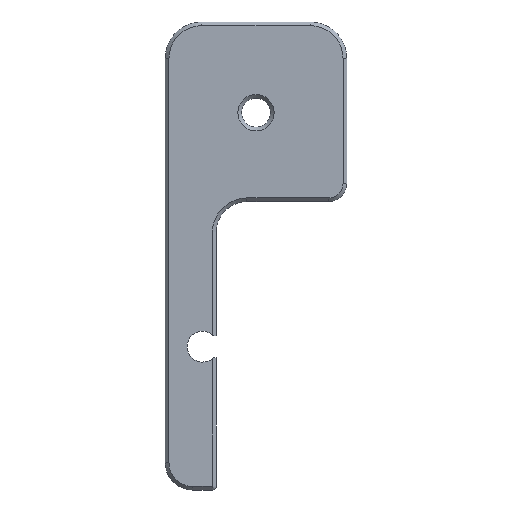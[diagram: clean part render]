
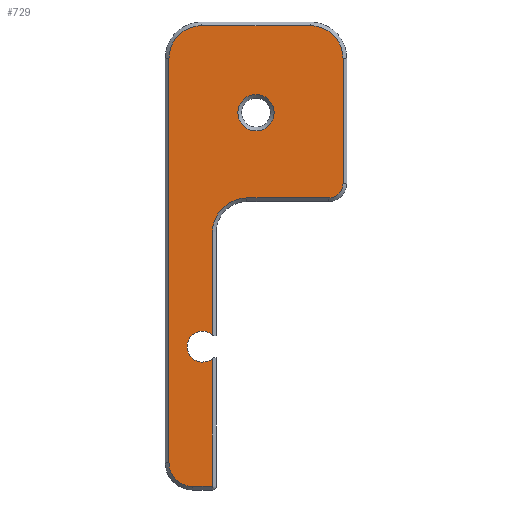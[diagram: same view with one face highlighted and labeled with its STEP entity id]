
A CAD part, left-side view. The second image highlights one B-rep face of the part: STEP entity #729.
In plain terms, the highlighted planar face has unit normal (-1, 0, 0).
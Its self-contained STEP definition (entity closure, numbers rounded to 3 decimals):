
#20=FACE_BOUND('',#107,.T.);
#22=PLANE('',#800);
#58=FACE_OUTER_BOUND('',#106,.T.);
#106=EDGE_LOOP('',(#523,#524,#525,#526,#527,#528,#529,#530,#531,#532,#533,
#534,#535));
#107=EDGE_LOOP('',(#536));
#160=LINE('',#1145,#235);
#161=LINE('',#1149,#236);
#162=LINE('',#1153,#237);
#163=LINE('',#1157,#238);
#164=LINE('',#1161,#239);
#165=LINE('',#1165,#240);
#166=LINE('',#1168,#241);
#235=VECTOR('',#907,10.);
#236=VECTOR('',#910,10.);
#237=VECTOR('',#913,10.);
#238=VECTOR('',#916,10.);
#239=VECTOR('',#919,10.);
#240=VECTOR('',#922,10.);
#241=VECTOR('',#925,10.);
#309=CIRCLE('',#799,2.);
#310=CIRCLE('',#801,1.7);
#311=CIRCLE('',#802,3.8);
#312=CIRCLE('',#803,1.6);
#313=CIRCLE('',#804,3.6);
#314=CIRCLE('',#805,3.6);
#315=CIRCLE('',#806,2.6);
#344=VERTEX_POINT('',#1139);
#345=VERTEX_POINT('',#1143);
#346=VERTEX_POINT('',#1144);
#347=VERTEX_POINT('',#1146);
#348=VERTEX_POINT('',#1148);
#349=VERTEX_POINT('',#1150);
#350=VERTEX_POINT('',#1152);
#351=VERTEX_POINT('',#1154);
#352=VERTEX_POINT('',#1156);
#353=VERTEX_POINT('',#1158);
#354=VERTEX_POINT('',#1160);
#355=VERTEX_POINT('',#1162);
#356=VERTEX_POINT('',#1164);
#357=VERTEX_POINT('',#1166);
#409=EDGE_CURVE('',#344,#344,#309,.T.);
#410=EDGE_CURVE('',#345,#346,#160,.T.);
#411=EDGE_CURVE('',#345,#347,#310,.T.);
#412=EDGE_CURVE('',#348,#347,#161,.T.);
#413=EDGE_CURVE('',#349,#348,#311,.T.);
#414=EDGE_CURVE('',#350,#349,#162,.T.);
#415=EDGE_CURVE('',#351,#350,#312,.T.);
#416=EDGE_CURVE('',#352,#351,#163,.T.);
#417=EDGE_CURVE('',#353,#352,#313,.T.);
#418=EDGE_CURVE('',#354,#353,#164,.T.);
#419=EDGE_CURVE('',#355,#354,#314,.T.);
#420=EDGE_CURVE('',#356,#355,#165,.T.);
#421=EDGE_CURVE('',#357,#356,#315,.T.);
#422=EDGE_CURVE('',#346,#357,#166,.T.);
#523=ORIENTED_EDGE('',*,*,#410,.F.);
#524=ORIENTED_EDGE('',*,*,#411,.T.);
#525=ORIENTED_EDGE('',*,*,#412,.F.);
#526=ORIENTED_EDGE('',*,*,#413,.F.);
#527=ORIENTED_EDGE('',*,*,#414,.F.);
#528=ORIENTED_EDGE('',*,*,#415,.F.);
#529=ORIENTED_EDGE('',*,*,#416,.F.);
#530=ORIENTED_EDGE('',*,*,#417,.F.);
#531=ORIENTED_EDGE('',*,*,#418,.F.);
#532=ORIENTED_EDGE('',*,*,#419,.F.);
#533=ORIENTED_EDGE('',*,*,#420,.F.);
#534=ORIENTED_EDGE('',*,*,#421,.F.);
#535=ORIENTED_EDGE('',*,*,#422,.F.);
#536=ORIENTED_EDGE('',*,*,#409,.F.);
#729=ADVANCED_FACE('',(#58,#20),#22,.T.);
#799=AXIS2_PLACEMENT_3D('',#1141,#903,#904);
#800=AXIS2_PLACEMENT_3D('',#1142,#905,#906);
#801=AXIS2_PLACEMENT_3D('',#1147,#908,#909);
#802=AXIS2_PLACEMENT_3D('',#1151,#911,#912);
#803=AXIS2_PLACEMENT_3D('',#1155,#914,#915);
#804=AXIS2_PLACEMENT_3D('',#1159,#917,#918);
#805=AXIS2_PLACEMENT_3D('',#1163,#920,#921);
#806=AXIS2_PLACEMENT_3D('',#1167,#923,#924);
#903=DIRECTION('center_axis',(-1.,0.,0.));
#904=DIRECTION('ref_axis',(0.,-1.,0.));
#905=DIRECTION('center_axis',(-1.,0.,0.));
#906=DIRECTION('ref_axis',(0.,-1.,0.));
#907=DIRECTION('',(0.,0.,-1.));
#908=DIRECTION('center_axis',(1.,0.,0.));
#909=DIRECTION('ref_axis',(0.,-1.,0.));
#910=DIRECTION('',(0.,0.,-1.));
#911=DIRECTION('center_axis',(-1.,0.,0.));
#912=DIRECTION('ref_axis',(0.,0.,1.));
#913=DIRECTION('',(0.,1.,0.));
#914=DIRECTION('center_axis',(1.,0.,0.));
#915=DIRECTION('ref_axis',(0.,-0.707,-0.707));
#916=DIRECTION('',(0.,0.,-1.));
#917=DIRECTION('center_axis',(1.,0.,0.));
#918=DIRECTION('ref_axis',(0.,-0.707,0.707));
#919=DIRECTION('',(0.,-1.,0.));
#920=DIRECTION('center_axis',(1.,0.,0.));
#921=DIRECTION('ref_axis',(0.,0.707,0.707));
#922=DIRECTION('',(0.,0.,1.));
#923=DIRECTION('center_axis',(1.,0.,0.));
#924=DIRECTION('ref_axis',(0.,0.707,-0.707));
#925=DIRECTION('',(0.,1.,0.));
#1139=CARTESIAN_POINT('',(102.035,125.2,112.279));
#1141=CARTESIAN_POINT('Origin',(102.035,123.2,112.279));
#1142=CARTESIAN_POINT('Origin',(102.035,60.,94.479));
#1143=CARTESIAN_POINT('',(102.035,128.,85.182));
#1144=CARTESIAN_POINT('',(102.035,128.,71.079));
#1145=CARTESIAN_POINT('',(102.035,128.,84.179));
#1146=CARTESIAN_POINT('',(102.035,128.,87.775));
#1147=CARTESIAN_POINT('Origin',(102.035,129.1,86.479));
#1148=CARTESIAN_POINT('',(102.035,128.,99.079));
#1149=CARTESIAN_POINT('',(102.035,128.,90.879));
#1150=CARTESIAN_POINT('',(102.035,124.2,102.879));
#1151=CARTESIAN_POINT('Origin',(102.035,124.2,99.079));
#1152=CARTESIAN_POINT('',(102.035,115.2,102.879));
#1153=CARTESIAN_POINT('',(102.035,92.1,102.879));
#1154=CARTESIAN_POINT('',(102.035,113.6,104.479));
#1155=CARTESIAN_POINT('Origin',(102.035,115.2,104.479));
#1156=CARTESIAN_POINT('',(102.035,113.6,118.279));
#1157=CARTESIAN_POINT('',(102.035,113.6,98.479));
#1158=CARTESIAN_POINT('',(102.035,117.2,121.879));
#1159=CARTESIAN_POINT('Origin',(102.035,117.2,118.279));
#1160=CARTESIAN_POINT('',(102.035,129.2,121.879));
#1161=CARTESIAN_POINT('',(102.035,86.6,121.879));
#1162=CARTESIAN_POINT('',(102.035,132.8,118.279));
#1163=CARTESIAN_POINT('Origin',(102.035,129.2,118.279));
#1164=CARTESIAN_POINT('',(102.035,132.8,73.679));
#1165=CARTESIAN_POINT('',(102.035,132.8,108.379));
#1166=CARTESIAN_POINT('',(102.035,130.2,71.079));
#1167=CARTESIAN_POINT('Origin',(102.035,130.2,73.679));
#1168=CARTESIAN_POINT('',(102.035,91.6,71.079));
